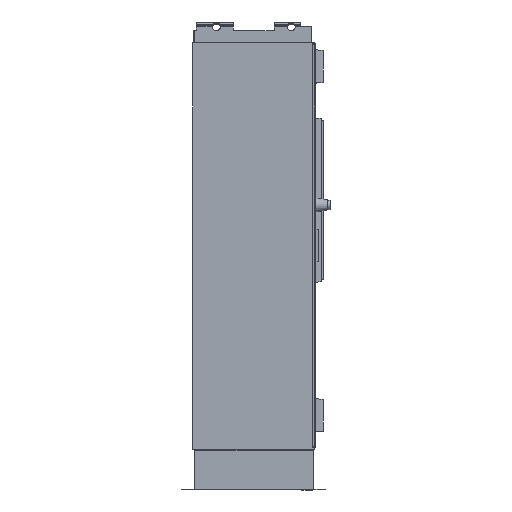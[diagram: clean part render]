
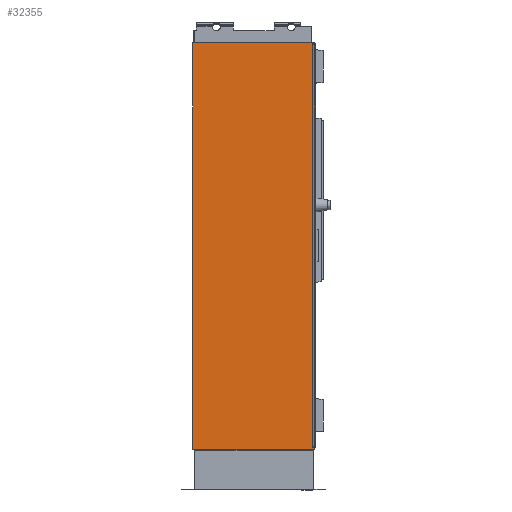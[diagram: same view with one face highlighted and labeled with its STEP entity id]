
A CAD part, left-side view. The second image highlights one B-rep face of the part: STEP entity #32355.
In plain terms, the highlighted planar face has unit normal (-1, 0, 0).
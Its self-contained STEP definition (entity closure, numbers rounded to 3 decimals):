
#32355=ADVANCED_FACE('',(#40886),#36726,.T.);
#36726=PLANE('',#123832);
#40886=FACE_OUTER_BOUND('',#46262,.T.);
#46262=EDGE_LOOP('',(#59532,#59533,#59534,#59535));
#59532=ORIENTED_EDGE('',*,*,#89464,.F.);
#59533=ORIENTED_EDGE('',*,*,#90259,.T.);
#59534=ORIENTED_EDGE('',*,*,#90260,.F.);
#59535=ORIENTED_EDGE('',*,*,#90261,.F.);
#79333=VERTEX_POINT('',#164112);
#79335=VERTEX_POINT('',#164116);
#79902=VERTEX_POINT('',#166025);
#79903=VERTEX_POINT('',#166029);
#89464=EDGE_CURVE('',#79335,#79333,#101617,.T.);
#90259=EDGE_CURVE('',#79335,#79902,#102294,.T.);
#90260=EDGE_CURVE('',#79903,#79902,#102295,.T.);
#90261=EDGE_CURVE('',#79333,#79903,#102296,.T.);
#101617=LINE('',#164117,#112923);
#102294=LINE('',#166026,#113600);
#102295=LINE('',#166028,#113601);
#102296=LINE('',#166030,#113602);
#112923=VECTOR('',#134998,1.);
#113600=VECTOR('',#136293,1.);
#113601=VECTOR('',#136296,1.);
#113602=VECTOR('',#136297,1.);
#123832=AXIS2_PLACEMENT_3D('',#166031,#136298,#136299);
#134998=DIRECTION('',(0.,-1.,0.));
#136293=DIRECTION('',(0.,0.,-1.));
#136296=DIRECTION('',(0.,1.,0.));
#136297=DIRECTION('',(0.,0.,-1.));
#136298=DIRECTION('',(-1.,0.,0.));
#136299=DIRECTION('',(0.,0.,1.));
#164112=CARTESIAN_POINT('',(-1750.,0.,1899.5));
#164116=CARTESIAN_POINT('',(-1750.,600.,1899.5));
#164117=CARTESIAN_POINT('',(-1750.,600.,1899.5));
#166025=CARTESIAN_POINT('',(-1750.,600.,-100.));
#166026=CARTESIAN_POINT('',(-1750.,600.,1932.5));
#166028=CARTESIAN_POINT('',(-1750.,600.,-100.));
#166029=CARTESIAN_POINT('',(-1750.,0.,-100.));
#166030=CARTESIAN_POINT('',(-1750.,0.,0.));
#166031=CARTESIAN_POINT('',(-1750.,300.,1932.5));
